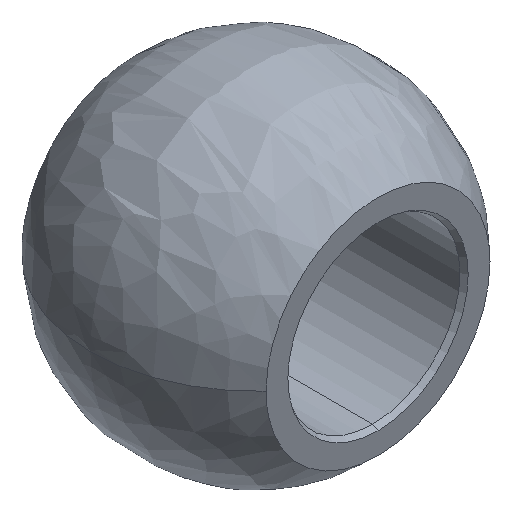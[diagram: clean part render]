
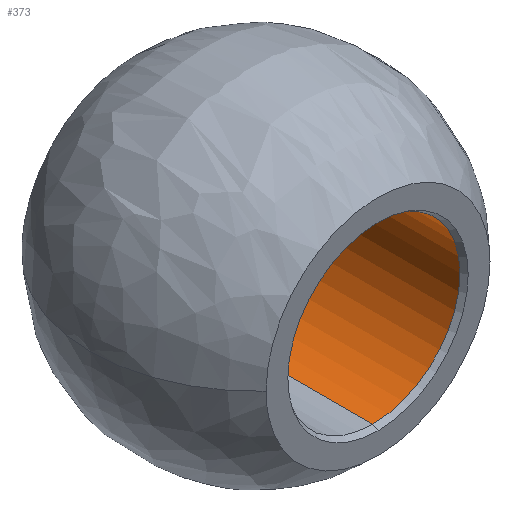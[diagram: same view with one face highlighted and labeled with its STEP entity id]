
A CAD part, isometric view. The second image highlights one B-rep face of the part: STEP entity #373.
In plain terms, the highlighted cylindrical face has radius 5 mm (diameter 10 mm), a partial arc.
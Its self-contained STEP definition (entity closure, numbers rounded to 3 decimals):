
#5 = ORIENTED_EDGE ( 'NONE', *, *, #327, .F. ) ;
#12 = AXIS2_PLACEMENT_3D ( 'NONE', #319, #244, #428 ) ;
#62 = EDGE_LOOP ( 'NONE', ( #419, #81, #72, #5 ) ) ;
#64 = CARTESIAN_POINT ( 'NONE',  ( 0., 0., 0. ) ) ;
#72 = ORIENTED_EDGE ( 'NONE', *, *, #174, .T. ) ;
#74 = VERTEX_POINT ( 'NONE', #285 ) ;
#81 = ORIENTED_EDGE ( 'NONE', *, *, #442, .T. ) ;
#104 = CARTESIAN_POINT ( 'NONE',  ( 0., -6.7, 5. ) ) ;
#129 = FACE_OUTER_BOUND ( 'NONE', #62, .T. ) ;
#133 = LINE ( 'NONE', #435, #333 ) ;
#134 = CARTESIAN_POINT ( 'NONE',  ( 0., 0., 5. ) ) ;
#152 = DIRECTION ( 'NONE',  ( 0., 0., 1. ) ) ;
#174 = EDGE_CURVE ( 'NONE', #221, #389, #368, .T. ) ;
#210 = CARTESIAN_POINT ( 'NONE',  ( 0., 7., 5. ) ) ;
#212 = CARTESIAN_POINT ( 'NONE',  ( 0., -6.7, 0. ) ) ;
#221 = VERTEX_POINT ( 'NONE', #104 ) ;
#223 = AXIS2_PLACEMENT_3D ( 'NONE', #64, #342, #152 ) ;
#235 = CYLINDRICAL_SURFACE ( 'NONE', #223, 5. ) ;
#242 = DIRECTION ( 'NONE',  ( 1., 0., 0. ) ) ;
#244 = DIRECTION ( 'NONE',  ( 0., -1., 0. ) ) ;
#246 = AXIS2_PLACEMENT_3D ( 'NONE', #212, #326, #242 ) ;
#248 = CIRCLE ( 'NONE', #12, 5. ) ;
#263 = VERTEX_POINT ( 'NONE', #481 ) ;
#285 = CARTESIAN_POINT ( 'NONE',  ( 0., -6.7, -5. ) ) ;
#319 = CARTESIAN_POINT ( 'NONE',  ( 0., 7., 0. ) ) ;
#325 = VECTOR ( 'NONE', #404, 1000. ) ;
#326 = DIRECTION ( 'NONE',  ( 0., -1., 0. ) ) ;
#327 = EDGE_CURVE ( 'NONE', #263, #389, #248, .T. ) ;
#333 = VECTOR ( 'NONE', #397, 1000. ) ;
#342 = DIRECTION ( 'NONE',  ( 0., 1., 0. ) ) ;
#344 = CIRCLE ( 'NONE', #246, 5. ) ;
#367 = EDGE_CURVE ( 'NONE', #74, #263, #133, .T. ) ;
#368 = LINE ( 'NONE', #134, #325 ) ;
#373 = ADVANCED_FACE ( 'NONE', ( #129 ), #235, .F. ) ;
#389 = VERTEX_POINT ( 'NONE', #210 ) ;
#397 = DIRECTION ( 'NONE',  ( 0., 1., 0. ) ) ;
#404 = DIRECTION ( 'NONE',  ( 0., 1., 0. ) ) ;
#419 = ORIENTED_EDGE ( 'NONE', *, *, #367, .F. ) ;
#428 = DIRECTION ( 'NONE',  ( 0., 0., 1. ) ) ;
#435 = CARTESIAN_POINT ( 'NONE',  ( 0., 0., -5. ) ) ;
#442 = EDGE_CURVE ( 'NONE', #74, #221, #344, .T. ) ;
#481 = CARTESIAN_POINT ( 'NONE',  ( 0., 7., -5. ) ) ;
